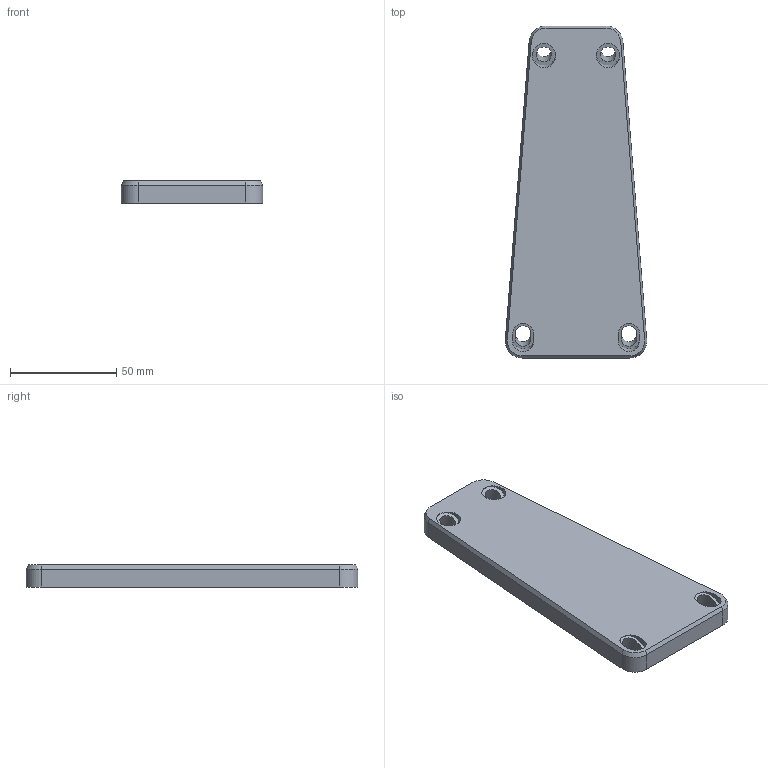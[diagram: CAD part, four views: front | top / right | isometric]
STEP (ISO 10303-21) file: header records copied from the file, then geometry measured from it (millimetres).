
FILE_DESCRIPTION(/* description */ (''),/* implementation_level */ '2;1');
FILE_NAME(/* name */ 'underseat gps tray v8.step',/* time_stamp */ '2023-07-19T22:59:50-07:00',/* author */ (''),/* organization */ (''),/* preprocessor_version */ 'ST-DEVELOPER v19.2',/* originating_system */ 'Autodesk Translation Framework v12.6.0.85',/* authorisation */ '');
FILE_SCHEMA (('AUTOMOTIVE_DESIGN { 1 0 10303 214 3 1 1 }'));
Length unit declared in the file: millimetre
Products named in the file (1): underseat gps tray
Bounding box: 66.62 x 156.43 x 10.4 mm (x, y, z)
Volume: 43547.1 mm3; surface area: 24522.1 mm2
Topology: 1 solids, 1 shells, 47 faces, 112 edges, 72 vertices
Faces by surface type: plane 27, cylinder 16, cone 4
Full cylindrical faces by diameter (mm): 7.4 x2, 11 x2
Entity records: 1407 total; most frequent: DIRECTION 244, CARTESIAN_POINT 232, ORIENTED_EDGE 224, EDGE_CURVE 112, AXIS2_PLACEMENT_3D 84, LINE 76, VECTOR 76, VERTEX_POINT 72
